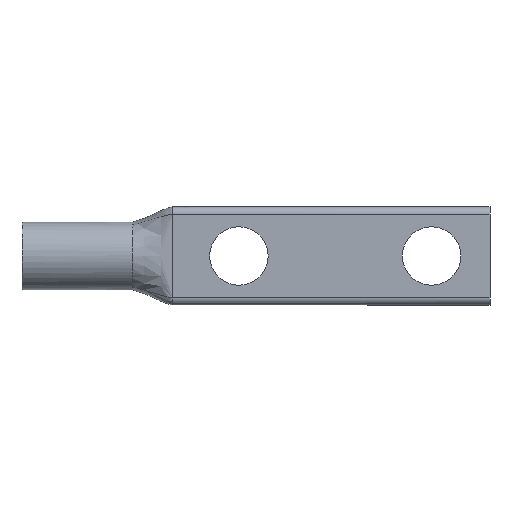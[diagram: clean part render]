
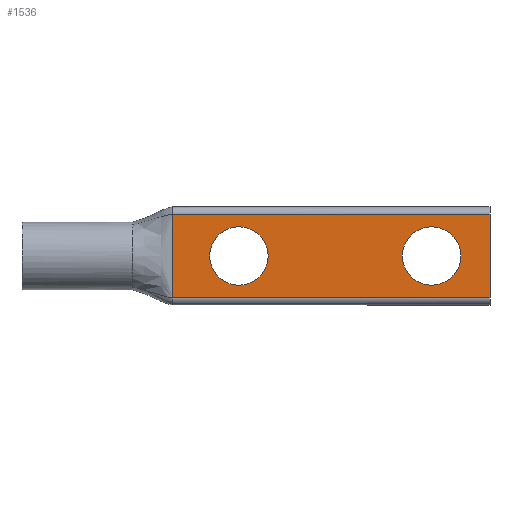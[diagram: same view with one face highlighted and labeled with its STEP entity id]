
A CAD part, front view. The second image highlights one B-rep face of the part: STEP entity #1536.
In plain terms, the highlighted planar face has unit normal (0, -1, 0).
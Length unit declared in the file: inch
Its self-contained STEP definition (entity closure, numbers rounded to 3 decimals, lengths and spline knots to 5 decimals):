
#1 = EDGE_CURVE ( 'NONE', #217, #360, #114, .T. ) ;
#62 = DIRECTION ( 'NONE',  ( 0., 1., 0. ) ) ;
#72 = ORIENTED_EDGE ( 'NONE', *, *, #658, .T. ) ;
#102 = CARTESIAN_POINT ( 'NONE',  ( 1.97, 0., 0.2655 ) ) ;
#114 = LINE ( 'NONE', #422, #1286 ) ;
#132 = CARTESIAN_POINT ( 'NONE',  ( 3.72, 0., 0.2655 ) ) ;
#179 = CARTESIAN_POINT ( 'NONE',  ( 3.72, 0., -0.2655 ) ) ;
#199 = EDGE_CURVE ( 'NONE', #1700, #1270, #1319, .T. ) ;
#208 = ORIENTED_EDGE ( 'NONE', *, *, #918, .T. ) ;
#217 = VERTEX_POINT ( 'NONE', #533 ) ;
#360 = VERTEX_POINT ( 'NONE', #1197 ) ;
#371 = CARTESIAN_POINT ( 'NONE',  ( 1.97, 0., -0.2655 ) ) ;
#377 = VERTEX_POINT ( 'NONE', #102 ) ;
#386 = AXIS2_PLACEMENT_3D ( 'NONE', #848, #1318, #1163 ) ;
#422 = CARTESIAN_POINT ( 'NONE',  ( 5.14944, 0., -0.38 ) ) ;
#464 = CARTESIAN_POINT ( 'NONE',  ( 1.37, 0., 0. ) ) ;
#466 = DIRECTION ( 'NONE',  ( -1., 0., 0. ) ) ;
#477 = DIRECTION ( 'NONE',  ( 0., 0., -1. ) ) ;
#511 = ORIENTED_EDGE ( 'NONE', *, *, #1, .F. ) ;
#523 = DIRECTION ( 'NONE',  ( 0., 0., 1. ) ) ;
#533 = CARTESIAN_POINT ( 'NONE',  ( 4.25, 0., -0.38 ) ) ;
#550 = PLANE ( 'NONE',  #998 ) ;
#580 = AXIS2_PLACEMENT_3D ( 'NONE', #1294, #62, #1126 ) ;
#600 = LINE ( 'NONE', #1826, #1298 ) ;
#602 = CARTESIAN_POINT ( 'NONE',  ( 5.14944, 0., 0.38 ) ) ;
#621 = EDGE_CURVE ( 'NONE', #1933, #770, #1718, .T. ) ;
#625 = DIRECTION ( 'NONE',  ( 0., 0., -1. ) ) ;
#630 = ORIENTED_EDGE ( 'NONE', *, *, #897, .F. ) ;
#642 = EDGE_LOOP ( 'NONE', ( #72, #854 ) ) ;
#658 = EDGE_CURVE ( 'NONE', #377, #1028, #1425, .T. ) ;
#767 = ORIENTED_EDGE ( 'NONE', *, *, #621, .T. ) ;
#770 = VERTEX_POINT ( 'NONE', #1548 ) ;
#825 = AXIS2_PLACEMENT_3D ( 'NONE', #1631, #1023, #523 ) ;
#837 = AXIS2_PLACEMENT_3D ( 'NONE', #1065, #1690, #1386 ) ;
#848 = CARTESIAN_POINT ( 'NONE',  ( 1.97, 0., 0. ) ) ;
#854 = ORIENTED_EDGE ( 'NONE', *, *, #1395, .T. ) ;
#895 = EDGE_CURVE ( 'NONE', #770, #360, #1243, .T. ) ;
#897 = EDGE_CURVE ( 'NONE', #1933, #217, #600, .T. ) ;
#903 = DIRECTION ( 'NONE',  ( -1., 0., 0. ) ) ;
#905 = EDGE_LOOP ( 'NONE', ( #1885, #208 ) ) ;
#918 = EDGE_CURVE ( 'NONE', #1270, #1700, #1814, .T. ) ;
#998 = AXIS2_PLACEMENT_3D ( 'NONE', #1027, #1789, #1767 ) ;
#1023 = DIRECTION ( 'NONE',  ( 0., 1., 0. ) ) ;
#1027 = CARTESIAN_POINT ( 'NONE',  ( 5.14944, 0., 0. ) ) ;
#1028 = VERTEX_POINT ( 'NONE', #371 ) ;
#1065 = CARTESIAN_POINT ( 'NONE',  ( 3.72, 0., 0. ) ) ;
#1126 = DIRECTION ( 'NONE',  ( 0., 0., 1. ) ) ;
#1159 = FACE_BOUND ( 'NONE', #642, .T. ) ;
#1163 = DIRECTION ( 'NONE',  ( 0., 0., 1. ) ) ;
#1197 = CARTESIAN_POINT ( 'NONE',  ( 1.37, 0., -0.38 ) ) ;
#1243 = LINE ( 'NONE', #464, #1746 ) ;
#1270 = VERTEX_POINT ( 'NONE', #179 ) ;
#1286 = VECTOR ( 'NONE', #903, 39.37008 ) ;
#1294 = CARTESIAN_POINT ( 'NONE',  ( 1.97, 0., 0. ) ) ;
#1296 = FACE_BOUND ( 'NONE', #905, .T. ) ;
#1298 = VECTOR ( 'NONE', #477, 39.37008 ) ;
#1318 = DIRECTION ( 'NONE',  ( 0., 1., 0. ) ) ;
#1319 = CIRCLE ( 'NONE', #825, 0.2655 ) ;
#1332 = CIRCLE ( 'NONE', #386, 0.2655 ) ;
#1386 = DIRECTION ( 'NONE',  ( 0., 0., 1. ) ) ;
#1395 = EDGE_CURVE ( 'NONE', #1028, #377, #1332, .T. ) ;
#1425 = CIRCLE ( 'NONE', #580, 0.2655 ) ;
#1466 = ORIENTED_EDGE ( 'NONE', *, *, #895, .T. ) ;
#1536 = ADVANCED_FACE ( 'NONE', ( #1710, #1159, #1296 ), #550, .T. ) ;
#1548 = CARTESIAN_POINT ( 'NONE',  ( 1.37, 0., 0.38 ) ) ;
#1631 = CARTESIAN_POINT ( 'NONE',  ( 3.72, 0., 0. ) ) ;
#1661 = VECTOR ( 'NONE', #466, 39.37008 ) ;
#1689 = CARTESIAN_POINT ( 'NONE',  ( 4.25, 0., 0.38 ) ) ;
#1690 = DIRECTION ( 'NONE',  ( 0., 1., 0. ) ) ;
#1700 = VERTEX_POINT ( 'NONE', #132 ) ;
#1710 = FACE_OUTER_BOUND ( 'NONE', #1876, .T. ) ;
#1718 = LINE ( 'NONE', #602, #1661 ) ;
#1746 = VECTOR ( 'NONE', #625, 39.37008 ) ;
#1767 = DIRECTION ( 'NONE',  ( 0., 0., -1. ) ) ;
#1789 = DIRECTION ( 'NONE',  ( 0., -1., 0. ) ) ;
#1814 = CIRCLE ( 'NONE', #837, 0.2655 ) ;
#1826 = CARTESIAN_POINT ( 'NONE',  ( 4.25, 0., 0. ) ) ;
#1876 = EDGE_LOOP ( 'NONE', ( #767, #1466, #511, #630 ) ) ;
#1885 = ORIENTED_EDGE ( 'NONE', *, *, #199, .T. ) ;
#1933 = VERTEX_POINT ( 'NONE', #1689 ) ;
